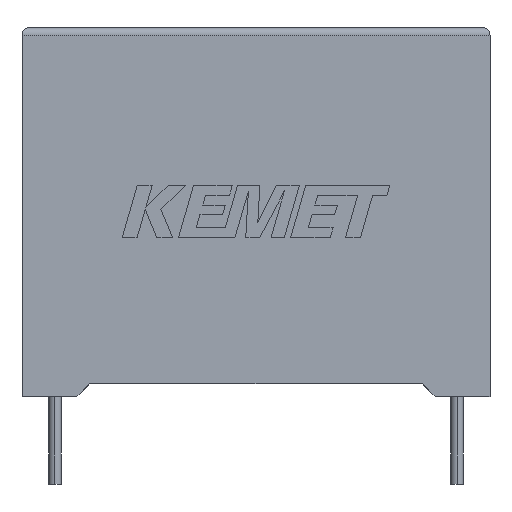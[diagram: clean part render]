
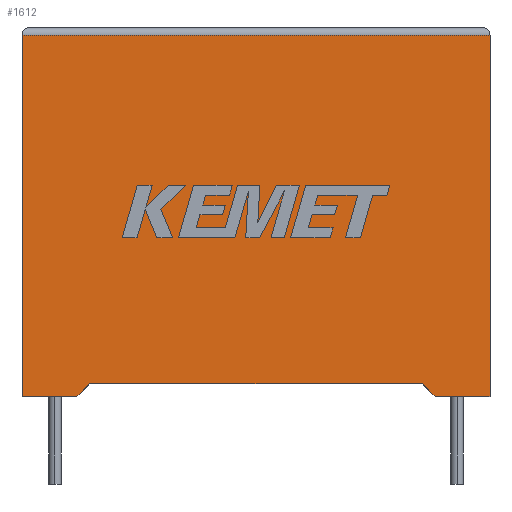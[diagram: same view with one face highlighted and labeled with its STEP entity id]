
A CAD part, top view. The second image highlights one B-rep face of the part: STEP entity #1612.
In plain terms, the highlighted planar face has unit normal (0, 0, 1).
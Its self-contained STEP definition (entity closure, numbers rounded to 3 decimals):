
#31 = CARTESIAN_POINT ( 'NONE',  ( 3.75, 0., 13.3 ) ) ;
#52 = VERTEX_POINT ( 'NONE', #111 ) ;
#59 = EDGE_CURVE ( 'NONE', #981, #518, #626, .T. ) ;
#111 = CARTESIAN_POINT ( 'NONE',  ( 28.25, 0., 13.3 ) ) ;
#144 = CARTESIAN_POINT ( 'NONE',  ( 0., 0., 13.3 ) ) ;
#189 = EDGE_CURVE ( 'NONE', #783, #2454, #3022, .T. ) ;
#274 = EDGE_CURVE ( 'NONE', #3044, #569, #660, .T. ) ;
#432 = VECTOR ( 'NONE', #2919, 1000. ) ;
#501 = PLANE ( 'NONE',  #2143 ) ;
#518 = VERTEX_POINT ( 'NONE', #717 ) ;
#569 = VERTEX_POINT ( 'NONE', #947 ) ;
#626 = LINE ( 'NONE', #832, #432 ) ;
#660 = LINE ( 'NONE', #1452, #1065 ) ;
#717 = CARTESIAN_POINT ( 'NONE',  ( 0., 0., 13.3 ) ) ;
#783 = VERTEX_POINT ( 'NONE', #1344 ) ;
#832 = CARTESIAN_POINT ( 'NONE',  ( 0., 0., 13.3 ) ) ;
#867 = DIRECTION ( 'NONE',  ( -0.715, -0.699, 0. ) ) ;
#922 = CARTESIAN_POINT ( 'NONE',  ( 0., 0., 13.3 ) ) ;
#947 = CARTESIAN_POINT ( 'NONE',  ( 32., 24.7, 13.3 ) ) ;
#951 = DIRECTION ( 'NONE',  ( 0., 0., -1. ) ) ;
#981 = VERTEX_POINT ( 'NONE', #2530 ) ;
#1020 = EDGE_CURVE ( 'NONE', #52, #3044, #3046, .T. ) ;
#1048 = FACE_OUTER_BOUND ( 'NONE', #1498, .T. ) ;
#1065 = VECTOR ( 'NONE', #1676, 1000. ) ;
#1072 = CARTESIAN_POINT ( 'NONE',  ( 28.25, 0., 13.3 ) ) ;
#1153 = ORIENTED_EDGE ( 'NONE', *, *, #274, .T. ) ;
#1205 = CARTESIAN_POINT ( 'NONE',  ( 0., 0., 13.3 ) ) ;
#1207 = ORIENTED_EDGE ( 'NONE', *, *, #1020, .T. ) ;
#1344 = CARTESIAN_POINT ( 'NONE',  ( 27.361, 0.869, 13.3 ) ) ;
#1452 = CARTESIAN_POINT ( 'NONE',  ( 32., 0., 13.3 ) ) ;
#1454 = VECTOR ( 'NONE', #2263, 1000. ) ;
#1498 = EDGE_LOOP ( 'NONE', ( #1153, #2368, #2525, #2735, #2728, #1851, #1694, #1207 ) ) ;
#1547 = VECTOR ( 'NONE', #2707, 1000. ) ;
#1604 = CARTESIAN_POINT ( 'NONE',  ( 4.639, 0.869, 13.3 ) ) ;
#1612 = ADVANCED_FACE ( 'NONE', ( #1048 ), #501, .F. ) ;
#1676 = DIRECTION ( 'NONE',  ( 0., 1., 0. ) ) ;
#1681 = VECTOR ( 'NONE', #2541, 1000. ) ;
#1694 = ORIENTED_EDGE ( 'NONE', *, *, #2916, .T. ) ;
#1703 = VECTOR ( 'NONE', #867, 1000. ) ;
#1714 = VERTEX_POINT ( 'NONE', #31 ) ;
#1815 = DIRECTION ( 'NONE',  ( -1., 0., 0. ) ) ;
#1841 = CARTESIAN_POINT ( 'NONE',  ( 16., 0.869, 13.3 ) ) ;
#1851 = ORIENTED_EDGE ( 'NONE', *, *, #189, .F. ) ;
#1972 = EDGE_CURVE ( 'NONE', #518, #1714, #2596, .T. ) ;
#1980 = LINE ( 'NONE', #1072, #1547 ) ;
#2142 = VECTOR ( 'NONE', #3004, 1000. ) ;
#2143 = AXIS2_PLACEMENT_3D ( 'NONE', #1205, #951, #3055 ) ;
#2253 = CARTESIAN_POINT ( 'NONE',  ( 3.75, 0., 13.3 ) ) ;
#2263 = DIRECTION ( 'NONE',  ( 1., 0., 0. ) ) ;
#2265 = CARTESIAN_POINT ( 'NONE',  ( 0., 24.7, 13.3 ) ) ;
#2302 = EDGE_CURVE ( 'NONE', #2454, #1714, #2378, .T. ) ;
#2368 = ORIENTED_EDGE ( 'NONE', *, *, #2855, .T. ) ;
#2378 = LINE ( 'NONE', #2253, #1703 ) ;
#2454 = VERTEX_POINT ( 'NONE', #1604 ) ;
#2525 = ORIENTED_EDGE ( 'NONE', *, *, #59, .T. ) ;
#2530 = CARTESIAN_POINT ( 'NONE',  ( 0., 24.7, 13.3 ) ) ;
#2541 = DIRECTION ( 'NONE',  ( 1., 0., 0. ) ) ;
#2553 = VECTOR ( 'NONE', #1815, 1000. ) ;
#2589 = LINE ( 'NONE', #2265, #2553 ) ;
#2596 = LINE ( 'NONE', #144, #1454 ) ;
#2707 = DIRECTION ( 'NONE',  ( 0.715, -0.699, 0. ) ) ;
#2728 = ORIENTED_EDGE ( 'NONE', *, *, #2302, .F. ) ;
#2735 = ORIENTED_EDGE ( 'NONE', *, *, #1972, .T. ) ;
#2855 = EDGE_CURVE ( 'NONE', #569, #981, #2589, .T. ) ;
#2916 = EDGE_CURVE ( 'NONE', #783, #52, #1980, .T. ) ;
#2919 = DIRECTION ( 'NONE',  ( 0., -1., 0. ) ) ;
#2961 = CARTESIAN_POINT ( 'NONE',  ( 32., 0., 13.3 ) ) ;
#3004 = DIRECTION ( 'NONE',  ( -1., 0., 0. ) ) ;
#3022 = LINE ( 'NONE', #1841, #2142 ) ;
#3044 = VERTEX_POINT ( 'NONE', #2961 ) ;
#3046 = LINE ( 'NONE', #922, #1681 ) ;
#3055 = DIRECTION ( 'NONE',  ( -1., 0., 0. ) ) ;
